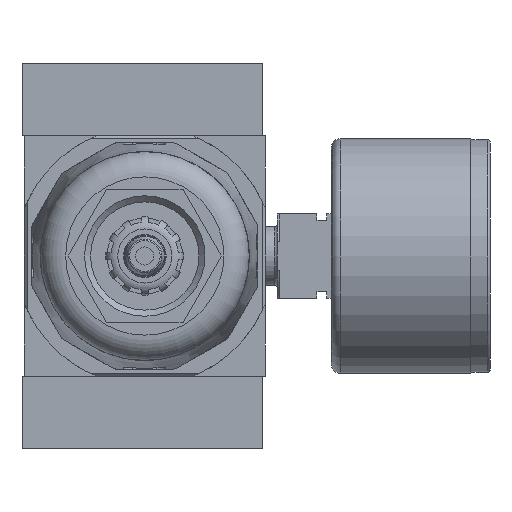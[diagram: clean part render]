
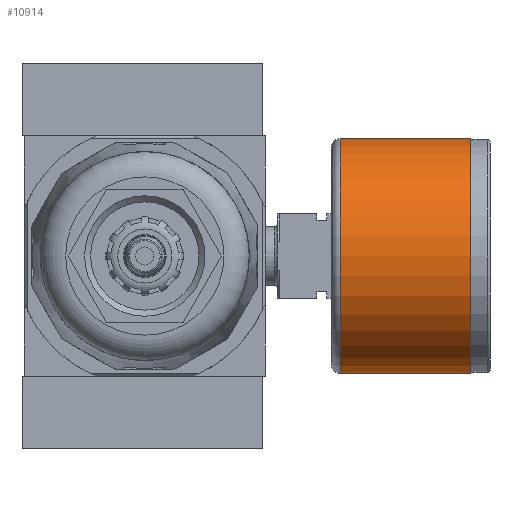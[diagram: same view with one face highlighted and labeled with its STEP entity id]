
A CAD part, front view. The second image highlights one B-rep face of the part: STEP entity #10914.
In plain terms, the highlighted cylindrical face has radius 19.5 mm (diameter 39 mm), a full revolution.
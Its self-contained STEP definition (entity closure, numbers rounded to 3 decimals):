
#212=CYLINDRICAL_SURFACE('',#11782,19.5);
#3482=ORIENTED_EDGE('',*,*,#5239,.F.);
#3483=ORIENTED_EDGE('',*,*,#5240,.T.);
#5239=EDGE_CURVE('',#6259,#6259,#6864,.T.);
#5240=EDGE_CURVE('',#6260,#6260,#6865,.T.);
#6259=VERTEX_POINT('',#17107);
#6260=VERTEX_POINT('',#17110);
#6864=CIRCLE('',#11781,19.5);
#6865=CIRCLE('',#11783,19.5);
#7444=EDGE_LOOP('',(#3482));
#7445=EDGE_LOOP('',(#3483));
#8166=FACE_BOUND('',#7444,.T.);
#8167=FACE_BOUND('',#7445,.T.);
#10914=ADVANCED_FACE('',(#8166,#8167),#212,.T.);
#11781=AXIS2_PLACEMENT_3D('',#17106,#13786,#13787);
#11782=AXIS2_PLACEMENT_3D('',#17108,#13788,#13789);
#11783=AXIS2_PLACEMENT_3D('',#17109,#13790,#13791);
#13786=DIRECTION('',(1.,0.,0.));
#13787=DIRECTION('',(0.,0.,-1.));
#13788=DIRECTION('',(1.,0.,0.));
#13789=DIRECTION('',(0.,0.,-1.));
#13790=DIRECTION('',(1.,0.,0.));
#13791=DIRECTION('',(0.,0.,-1.));
#17106=CARTESIAN_POINT('',(-3.2,0.,0.));
#17107=CARTESIAN_POINT('',(-3.2,0.,-19.5));
#17108=CARTESIAN_POINT('',(0.,0.,0.));
#17109=CARTESIAN_POINT('',(-24.85,0.,0.));
#17110=CARTESIAN_POINT('',(-24.85,0.,-19.5));
